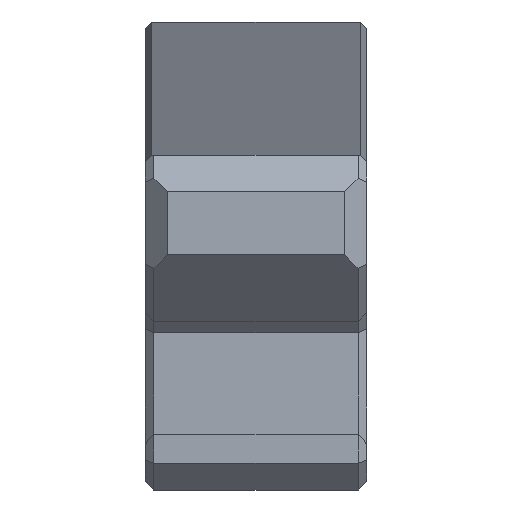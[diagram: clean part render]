
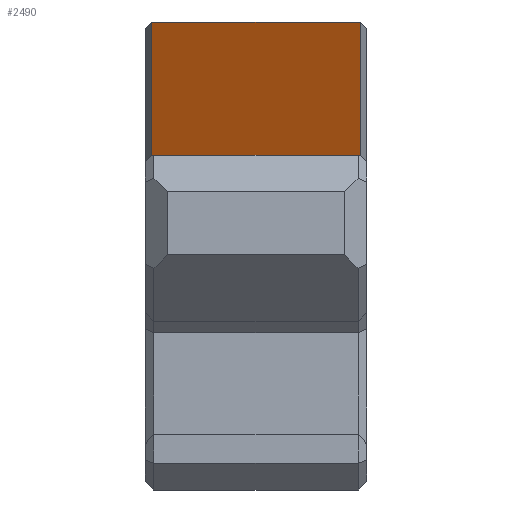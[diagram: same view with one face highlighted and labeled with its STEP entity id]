
A CAD part, front view. The second image highlights one B-rep face of the part: STEP entity #2490.
In plain terms, the highlighted planar face has unit normal (0, -0.906, -0.423).
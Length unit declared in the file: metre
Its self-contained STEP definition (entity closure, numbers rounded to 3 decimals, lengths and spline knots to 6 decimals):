
#646=ORIENTED_EDGE('',*,*,#1000,.F.);
#647=ORIENTED_EDGE('',*,*,#1025,.T.);
#648=ORIENTED_EDGE('',*,*,#1026,.T.);
#649=ORIENTED_EDGE('',*,*,#1027,.T.);
#1000=EDGE_CURVE('',#1229,#1230,#1542,.T.);
#1025=EDGE_CURVE('',#1229,#1236,#1567,.T.);
#1026=EDGE_CURVE('',#1236,#1237,#1568,.T.);
#1027=EDGE_CURVE('',#1237,#1230,#1569,.T.);
#1229=VERTEX_POINT('',#3902);
#1230=VERTEX_POINT('',#3904);
#1236=VERTEX_POINT('',#3953);
#1237=VERTEX_POINT('',#3955);
#1542=LINE('',#3903,#1884);
#1567=LINE('',#3952,#1909);
#1568=LINE('',#3954,#1910);
#1569=LINE('',#3956,#1911);
#1884=VECTOR('',#3195,1.);
#1909=VECTOR('',#3256,1.);
#1910=VECTOR('',#3257,1.);
#1911=VECTOR('',#3258,1.);
#2056=EDGE_LOOP('',(#646,#647,#648,#649));
#2202=FACE_BOUND('',#2056,.T.);
#2346=PLANE('',#2647);
#2490=ADVANCED_FACE('',(#2202),#2346,.F.);
#2647=AXIS2_PLACEMENT_3D('',#3951,#3254,#3255);
#3195=DIRECTION('',(-1.,0.,0.));
#3254=DIRECTION('',(0.,0.906,0.423));
#3255=DIRECTION('',(0.,-0.423,0.906));
#3256=DIRECTION('',(0.,-0.423,0.906));
#3257=DIRECTION('',(-1.,0.,0.));
#3258=DIRECTION('',(0.,0.423,-0.906));
#3902=CARTESIAN_POINT('',(-0.0003,-0.015931,0.003693));
#3903=CARTESIAN_POINT('',(0.000002,-0.015931,0.003693));
#3904=CARTESIAN_POINT('',(-0.0097,-0.015931,0.003693));
#3951=CARTESIAN_POINT('',(0.000002,-0.01733,0.006693));
#3952=CARTESIAN_POINT('',(-0.0003,-0.018729,0.009693));
#3953=CARTESIAN_POINT('',(-0.0003,-0.018729,0.009693));
#3954=CARTESIAN_POINT('',(0.000002,-0.018729,0.009693));
#3955=CARTESIAN_POINT('',(-0.0097,-0.018729,0.009693));
#3956=CARTESIAN_POINT('',(-0.0097,-0.015931,0.003693));
